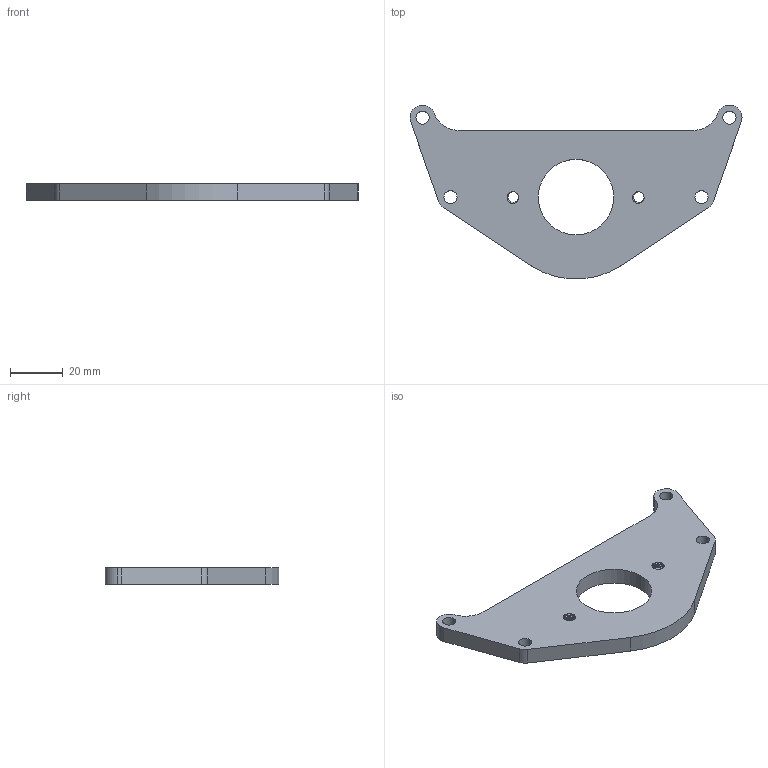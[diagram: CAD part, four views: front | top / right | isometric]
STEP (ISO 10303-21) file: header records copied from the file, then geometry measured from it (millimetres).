
FILE_DESCRIPTION (( 'STEP AP203' ), '1' );
FILE_NAME ('4400-23-P-0202 (2 Piezas).STEP', '2023-01-31T00:07:17', ( '' ), ( '' ), 'SwSTEP 2.0', 'SolidWorks 2022', '' );
FILE_SCHEMA (( 'CONFIG_CONTROL_DESIGN' ));
Length unit declared in the file: inch
Products named in the file (1): 4400-23-P-0202 (2 Piezas)
Bounding box: 126.01 x 65.93 x 6.35 mm (x, y, z)
Volume: 19299.4 mm3; surface area: 13824 mm2
Topology: 1 solids, 1 shells, 115 faces, 319 edges, 210 vertices
Faces by surface type: cylinder 80, plane 29, bspline 6
Entity records: 6156 total; most frequent: CARTESIAN_POINT 3241, ORIENTED_EDGE 638, DIRECTION 565, EDGE_CURVE 319, VERTEX_POINT 210, AXIS2_PLACEMENT_3D 208, LINE 149, VECTOR 149
